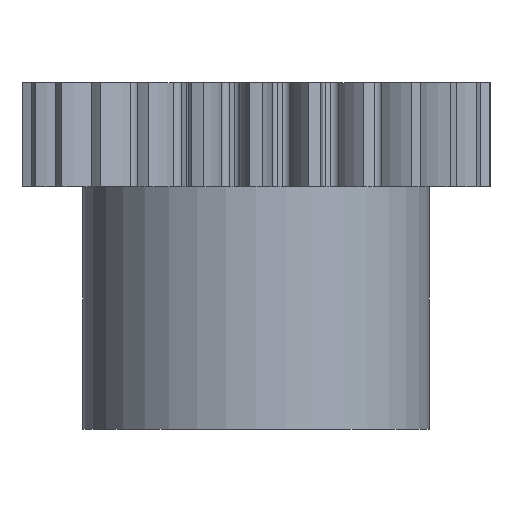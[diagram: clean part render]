
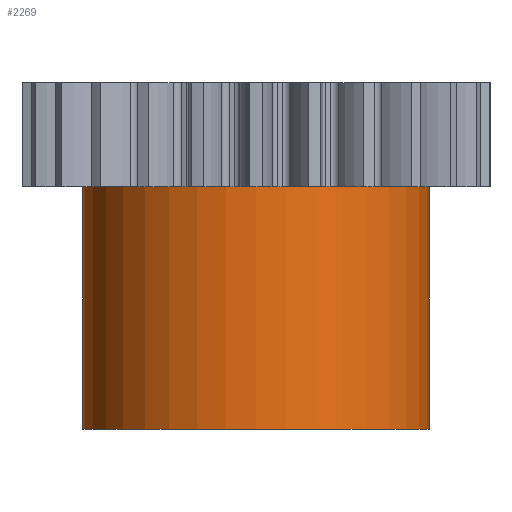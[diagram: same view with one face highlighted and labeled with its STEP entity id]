
A CAD part, front view. The second image highlights one B-rep face of the part: STEP entity #2269.
In plain terms, the highlighted cylindrical face has radius 5 mm (diameter 10 mm), a partial arc.
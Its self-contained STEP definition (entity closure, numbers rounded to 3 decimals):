
#943 = EDGE_CURVE ( 'NONE', #1108, #1114, #3850, .T. ) ;
#967 = EDGE_CURVE ( 'NONE', #1121, #1114, #3830, .T. ) ;
#1107 = VERTEX_POINT ( 'NONE', #4129 ) ;
#1108 = VERTEX_POINT ( 'NONE', #4123 ) ;
#1110 = EDGE_CURVE ( 'NONE', #1107, #1108, #3982, .T. ) ;
#1114 = VERTEX_POINT ( 'NONE', #3972 ) ;
#1121 = VERTEX_POINT ( 'NONE', #4296 ) ;
#2267 = EDGE_LOOP ( 'NONE', ( #2499, #2491, #2496, #2493 ) ) ;
#2269 = ADVANCED_FACE ( 'NONE', ( #5717 ), #5714, .T. ) ;
#2491 = ORIENTED_EDGE ( 'NONE', *, *, #2492, .T. ) ;
#2492 = EDGE_CURVE ( 'NONE', #1107, #1121, #5772, .T. ) ;
#2493 = ORIENTED_EDGE ( 'NONE', *, *, #943, .F. ) ;
#2496 = ORIENTED_EDGE ( 'NONE', *, *, #967, .T. ) ;
#2499 = ORIENTED_EDGE ( 'NONE', *, *, #1110, .F. ) ;
#3830 = LINE ( 'NONE', #3877, #3860 ) ;
#3841 = DIRECTION ( 'NONE',  ( 1., 0., 0. ) ) ;
#3843 = DIRECTION ( 'NONE',  ( 0., 0., 1. ) ) ;
#3844 = CARTESIAN_POINT ( 'NONE',  ( 0., 0., 0. ) ) ;
#3845 = AXIS2_PLACEMENT_3D ( 'NONE', #3844, #3843, #3841 ) ;
#3850 = CIRCLE ( 'NONE', #3845, 5. ) ;
#3860 = VECTOR ( 'NONE', #3869, 1000. ) ;
#3869 = DIRECTION ( 'NONE',  ( 0., 0., 1. ) ) ;
#3877 = CARTESIAN_POINT ( 'NONE',  ( 5., 0., -7. ) ) ;
#3972 = CARTESIAN_POINT ( 'NONE',  ( 5., 0., 0. ) ) ;
#3976 = DIRECTION ( 'NONE',  ( 0., 0., 1. ) ) ;
#3977 = VECTOR ( 'NONE', #3976, 1000. ) ;
#3981 = CARTESIAN_POINT ( 'NONE',  ( -5., 0., -7. ) ) ;
#3982 = LINE ( 'NONE', #3981, #3977 ) ;
#4123 = CARTESIAN_POINT ( 'NONE',  ( -5., 0., 0. ) ) ;
#4129 = CARTESIAN_POINT ( 'NONE',  ( -5., 0., -7. ) ) ;
#4296 = CARTESIAN_POINT ( 'NONE',  ( 5., 0., -7. ) ) ;
#5566 = DIRECTION ( 'NONE',  ( 1., 0., 0. ) ) ;
#5567 = DIRECTION ( 'NONE',  ( 0., 0., 1. ) ) ;
#5569 = AXIS2_PLACEMENT_3D ( 'NONE', #5715, #5567, #5566 ) ;
#5714 = CYLINDRICAL_SURFACE ( 'NONE', #5569, 5. ) ;
#5715 = CARTESIAN_POINT ( 'NONE',  ( 0., 0., -7. ) ) ;
#5717 = FACE_OUTER_BOUND ( 'NONE', #2267, .T. ) ;
#5772 = CIRCLE ( 'NONE', #5788, 5. ) ;
#5788 = AXIS2_PLACEMENT_3D ( 'NONE', #5804, #5803, #5802 ) ;
#5802 = DIRECTION ( 'NONE',  ( 1., 0., 0. ) ) ;
#5803 = DIRECTION ( 'NONE',  ( 0., 0., 1. ) ) ;
#5804 = CARTESIAN_POINT ( 'NONE',  ( 0., 0., -7. ) ) ;
